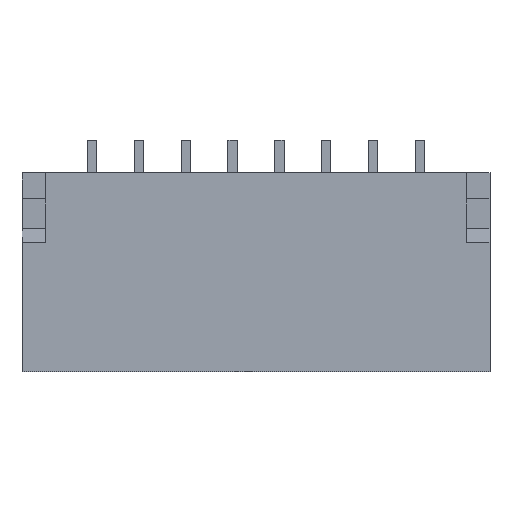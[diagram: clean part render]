
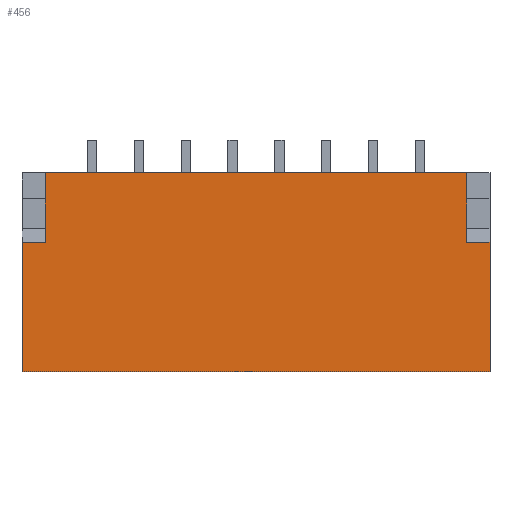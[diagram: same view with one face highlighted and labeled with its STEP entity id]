
A CAD part, top view. The second image highlights one B-rep face of the part: STEP entity #456.
In plain terms, the highlighted planar face has unit normal (0, 0, 1).
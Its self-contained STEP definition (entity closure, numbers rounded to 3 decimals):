
#27=VECTOR('',#28,1.);
#28=DIRECTION('',(0.,-1.,0.));
#35=DIRECTION('',(0.,0.,1.));
#53=VERTEX_POINT('',#54);
#54=CARTESIAN_POINT('',(-5.,0.286,2.96));
#58=ORIENTED_EDGE('',*,*,#59,.T.);
#59=EDGE_CURVE('',#53,#60,#62,.T.);
#60=VERTEX_POINT('',#61);
#61=CARTESIAN_POINT('',(-5.,-2.475,2.96));
#62=LINE('',#63,#27);
#63=CARTESIAN_POINT('',(-5.,1.775,2.96));
#75=VECTOR('',#76,1.);
#76=DIRECTION('',(0.,1.,0.));
#94=DIRECTION('',(1.,0.,0.));
#110=VECTOR('',#94,1.);
#387=VERTEX_POINT('',#388);
#388=CARTESIAN_POINT('',(5.,-2.475,2.96));
#392=EDGE_CURVE('',#60,#387,#393,.T.);
#393=LINE('',#61,#110);
#456=ADVANCED_FACE('',(#457),#489,.T.);
#457=FACE_BOUND('',#458,.T.);
#458=EDGE_LOOP('',(#459,#466,#471,#58,#474,#475,#481,#486));
#459=ORIENTED_EDGE('',*,*,#460,.F.);
#460=EDGE_CURVE('',#461,#463,#465,.T.);
#461=VERTEX_POINT('',#462);
#462=CARTESIAN_POINT('',(-4.5,1.775,2.96));
#463=VERTEX_POINT('',#464);
#464=CARTESIAN_POINT('',(4.5,1.775,2.96));
#465=LINE('',#63,#110);
#466=ORIENTED_EDGE('',*,*,#467,.F.);
#467=EDGE_CURVE('',#468,#461,#470,.T.);
#468=VERTEX_POINT('',#469);
#469=CARTESIAN_POINT('',(-4.5,0.286,2.96));
#470=LINE('',#469,#75);
#471=ORIENTED_EDGE('',*,*,#472,.F.);
#472=EDGE_CURVE('',#53,#468,#473,.T.);
#473=LINE('',#54,#110);
#474=ORIENTED_EDGE('',*,*,#392,.T.);
#475=ORIENTED_EDGE('',*,*,#476,.F.);
#476=EDGE_CURVE('',#477,#387,#479,.T.);
#477=VERTEX_POINT('',#478);
#478=CARTESIAN_POINT('',(5.,0.286,2.96));
#479=LINE('',#480,#27);
#480=CARTESIAN_POINT('',(5.,1.775,2.96));
#481=ORIENTED_EDGE('',*,*,#482,.F.);
#482=EDGE_CURVE('',#483,#477,#485,.T.);
#483=VERTEX_POINT('',#484);
#484=CARTESIAN_POINT('',(4.5,0.286,2.96));
#485=LINE('',#484,#110);
#486=ORIENTED_EDGE('',*,*,#487,.T.);
#487=EDGE_CURVE('',#483,#463,#488,.T.);
#488=LINE('',#484,#75);
#489=PLANE('',#490);
#490=AXIS2_PLACEMENT_3D('',#63,#35,#28);
